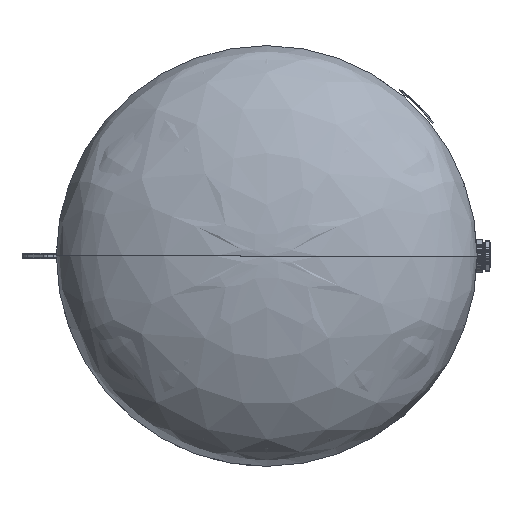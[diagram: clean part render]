
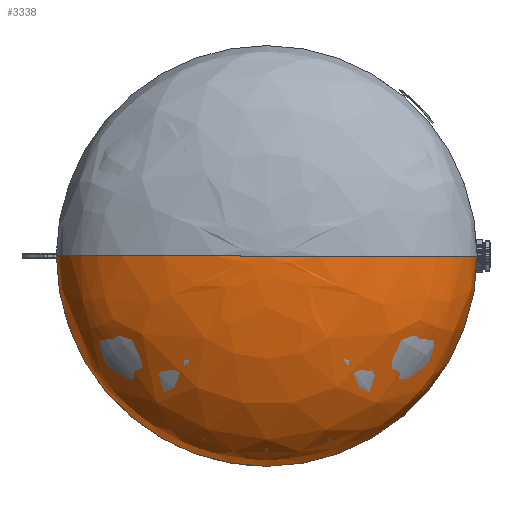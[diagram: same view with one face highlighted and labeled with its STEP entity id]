
A CAD part, left-side view. The second image highlights one B-rep face of the part: STEP entity #3338.
In plain terms, the highlighted free-form (B-spline) face has degree [3, 3] with [4, 4] control points.
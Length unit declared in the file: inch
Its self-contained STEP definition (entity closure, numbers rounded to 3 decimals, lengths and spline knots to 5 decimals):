
#56 = ORIENTED_EDGE ( 'NONE', *, *, #2570, .F. ) ;
#129 = CIRCLE ( 'NONE', #9271, 18. ) ;
#792 = CARTESIAN_POINT ( 'NONE',  ( 0., 0.822, 18. ) ) ;
#956 = AXIS2_PLACEMENT_3D ( 'NONE', #14461, #11773, #13318 ) ;
#1189 = CARTESIAN_POINT ( 'NONE',  ( 18., 6.14563, 0. ) ) ;
#1849 = CARTESIAN_POINT ( 'NONE',  ( -10.54416, 9.91, 21.08831 ) ) ;
#2249 = CARTESIAN_POINT ( 'NONE',  ( 0., 9.91, 0. ) ) ;
#2251 = CARTESIAN_POINT ( 'NONE',  ( -18., 0.822, 0. ) ) ;
#2570 = EDGE_CURVE ( 'NONE', #5809, #9425, #5375, .T. ) ;
#2835 = CARTESIAN_POINT ( 'NONE',  ( 0., 9.91, 0. ) ) ;
#3307 = CARTESIAN_POINT ( 'NONE',  ( -18., 6.14563, 36. ) ) ;
#3338 = ADVANCED_FACE ( 'NONE', ( #6514 ), #12561, .F. ) ;
#4062 = CARTESIAN_POINT ( 'NONE',  ( 0., 9.91, 0. ) ) ;
#4541 = CARTESIAN_POINT ( 'NONE',  ( -18., 0.822, 0. ) ) ;
#4700 = CARTESIAN_POINT ( 'NONE',  ( -18., 6.14563, 0. ) ) ;
#4877 = CIRCLE ( 'NONE', #956, 18. ) ;
#5375 =( BOUNDED_CURVE ( )  B_SPLINE_CURVE ( 3, ( #2249, #12288, #1189, #8613 ),
 .UNSPECIFIED., .F., .F. ) 
 B_SPLINE_CURVE_WITH_KNOTS ( ( 4, 4 ),
 ( 4.71239, 6.28319 ),
 .UNSPECIFIED. ) 
 CURVE ( )  GEOMETRIC_REPRESENTATION_ITEM ( )  RATIONAL_B_SPLINE_CURVE ( ( 1., 0.805, 0.805, 1. ) ) 
 REPRESENTATION_ITEM ( '' )  );
#5809 = VERTEX_POINT ( 'NONE', #14526 ) ;
#5848 = CARTESIAN_POINT ( 'NONE',  ( 18., 6.14563, 36. ) ) ;
#6115 = DIRECTION ( 'NONE',  ( 0., -1., 0. ) ) ;
#6373 = EDGE_CURVE ( 'NONE', #15020, #9733, #129, .T. ) ;
#6514 = FACE_OUTER_BOUND ( 'NONE', #9223, .T. ) ;
#6843 = CARTESIAN_POINT ( 'NONE',  ( 10.54416, 9.91, 21.08831 ) ) ;
#6924 = CARTESIAN_POINT ( 'NONE',  ( -18., 0.822, 36. ) ) ;
#7015 = CARTESIAN_POINT ( 'NONE',  ( 0., 9.91, 0. ) ) ;
#7090 = CARTESIAN_POINT ( 'NONE',  ( -10.54416, 9.91, 0. ) ) ;
#7339 = CARTESIAN_POINT ( 'NONE',  ( 0., 0.822, 0. ) ) ;
#7461 =( BOUNDED_CURVE ( )  B_SPLINE_CURVE ( 3, ( #7015, #7090, #4700, #2251 ),
 .UNSPECIFIED., .F., .T. ) 
 B_SPLINE_CURVE_WITH_KNOTS ( ( 4, 4 ),
 ( 4.71239, 6.28319 ),
 .UNSPECIFIED. ) 
 CURVE ( )  GEOMETRIC_REPRESENTATION_ITEM ( )  RATIONAL_B_SPLINE_CURVE ( ( 1., 0.805, 0.805, 1. ) ) 
 REPRESENTATION_ITEM ( '' )  );
#7540 = CARTESIAN_POINT ( 'NONE',  ( 18., 0.822, 0. ) ) ;
#7635 = CARTESIAN_POINT ( 'NONE',  ( -18., 0.822, 0. ) ) ;
#7637 = EDGE_CURVE ( 'NONE', #5809, #9733, #7461, .T. ) ;
#8363 = CARTESIAN_POINT ( 'NONE',  ( -10.54416, 9.91, 0. ) ) ;
#8452 = CARTESIAN_POINT ( 'NONE',  ( 10.54416, 9.91, 0. ) ) ;
#8613 = CARTESIAN_POINT ( 'NONE',  ( 18., 0.822, 0. ) ) ;
#9223 = EDGE_LOOP ( 'NONE', ( #56, #10303, #10224, #9933 ) ) ;
#9271 = AXIS2_PLACEMENT_3D ( 'NONE', #7339, #6115, #14755 ) ;
#9364 = CARTESIAN_POINT ( 'NONE',  ( 18., 6.14563, 0. ) ) ;
#9425 = VERTEX_POINT ( 'NONE', #7540 ) ;
#9545 = EDGE_CURVE ( 'NONE', #9425, #15020, #4877, .T. ) ;
#9674 = CARTESIAN_POINT ( 'NONE',  ( 18., 0.822, 0. ) ) ;
#9733 = VERTEX_POINT ( 'NONE', #7635 ) ;
#9933 = ORIENTED_EDGE ( 'NONE', *, *, #9545, .F. ) ;
#10224 = ORIENTED_EDGE ( 'NONE', *, *, #6373, .F. ) ;
#10303 = ORIENTED_EDGE ( 'NONE', *, *, #7637, .T. ) ;
#11773 = DIRECTION ( 'NONE',  ( 0., -1., 0. ) ) ;
#12119 = CARTESIAN_POINT ( 'NONE',  ( -18., 6.14563, 0. ) ) ;
#12288 = CARTESIAN_POINT ( 'NONE',  ( 10.54416, 9.91, 0. ) ) ;
#12561 =( BOUNDED_SURFACE ( )  B_SPLINE_SURFACE ( 3, 3, ( 
 ( #15259, #4062, #2835, #14487 ),
 ( #8452, #6843, #1849, #8363 ),
 ( #9364, #5848, #3307, #12119 ),
 ( #9674, #15719, #6924, #4541 ) ),
 .UNSPECIFIED., .F., .F., .F. ) 
 B_SPLINE_SURFACE_WITH_KNOTS ( ( 4, 4 ),
 ( 4, 4 ),
 ( 0., 1. ),
 ( 0., 1. ),
 .UNSPECIFIED. ) 
 GEOMETRIC_REPRESENTATION_ITEM ( )  RATIONAL_B_SPLINE_SURFACE ( (
 ( 1., 0.333, 0.333, 1.),
 ( 0.805, 0.268, 0.268, 0.805),
 ( 0.805, 0.268, 0.268, 0.805),
 ( 1., 0.333, 0.333, 1.) ) ) 
 REPRESENTATION_ITEM ( '' )  SURFACE ( )  );
#13318 = DIRECTION ( 'NONE',  ( 0., 0., -1. ) ) ;
#14461 = CARTESIAN_POINT ( 'NONE',  ( 0., 0.822, 0. ) ) ;
#14487 = CARTESIAN_POINT ( 'NONE',  ( 0., 9.91, 0. ) ) ;
#14526 = CARTESIAN_POINT ( 'NONE',  ( 0., 9.91, 0. ) ) ;
#14755 = DIRECTION ( 'NONE',  ( 0., 0., -1. ) ) ;
#15020 = VERTEX_POINT ( 'NONE', #792 ) ;
#15259 = CARTESIAN_POINT ( 'NONE',  ( 0., 9.91, 0. ) ) ;
#15719 = CARTESIAN_POINT ( 'NONE',  ( 18., 0.822, 36. ) ) ;
